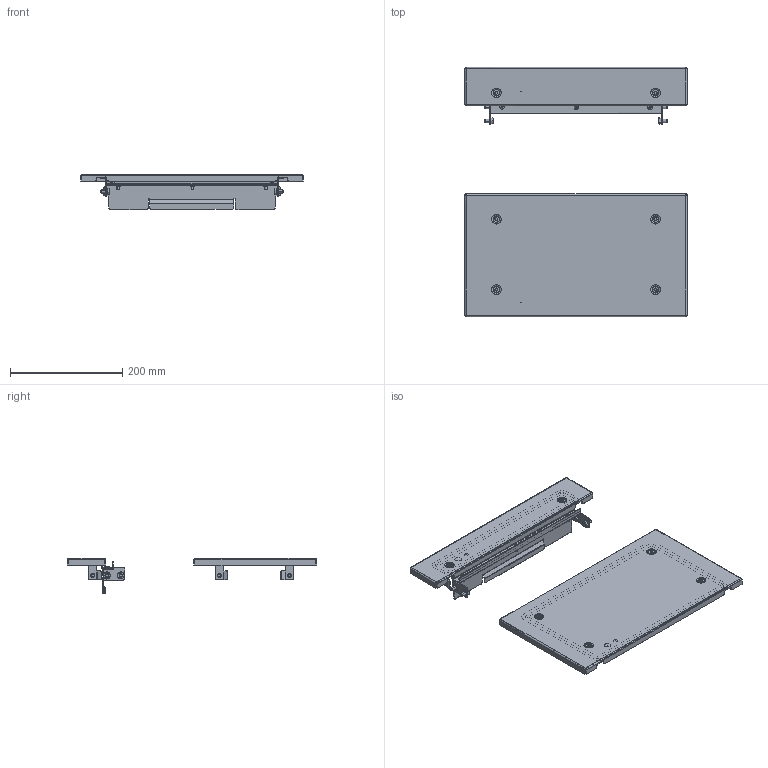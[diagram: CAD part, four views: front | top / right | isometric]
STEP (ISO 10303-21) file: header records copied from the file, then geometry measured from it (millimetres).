
FILE_DESCRIPTION (( 'STEP AP214' ), '1' );
FILE_NAME ('YKM40D-FO-PWSK-001-040-54 FORMAT Ôàëüø-ïàíåëü âíåøíÿÿ êîìïåíñèðóþùàÿ 400ìì IP54 (2øò_êîìïë) IEK.STEP', '2022-05-31T11:48:32', ( '' ), ( '' ), 'SwSTEP 2.0', 'SolidWorks 2017', '' );
FILE_SCHEMA (( 'AUTOMOTIVE_DESIGN' ));
Length unit declared in the file: millimetre
Products named in the file (1): YKM40D-FO-PWSK-001-040-54 FORMAT Ôàëüø-ïàíåëü âíåøíÿÿ êîìïåíñèðóþùàÿ 400ìì IP54 (2øò_êîìïë) IEK
Bounding box: 395 x 443 x 63.1 mm (x, y, z)
Volume: 334016.1 mm3; surface area: 423429.9 mm2
Topology: 50 solids, 50 shells, 2211 faces, 5394 edges, 3318 vertices
Faces by surface type: plane 1149, cylinder 750, cone 180, bspline 94, torus 32, sphere 6
Entity records: 100031 total; most frequent: CARTESIAN_POINT 24039, ORIENTED_EDGE 10772, DIRECTION 10618, EDGE_CURVE 5386, AXIS2_PLACEMENT_3D 3766, VERTEX_POINT 3318, LINE 3086, VECTOR 3086
